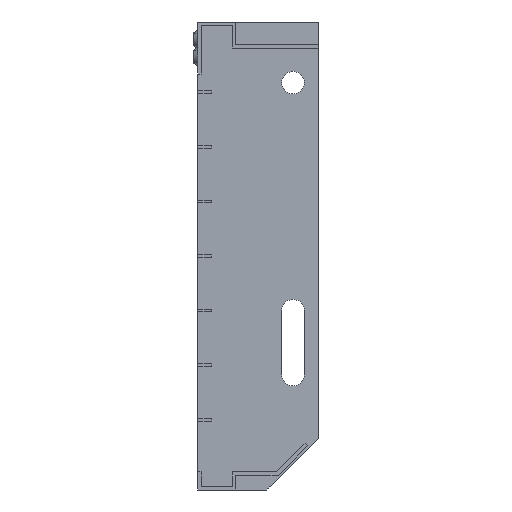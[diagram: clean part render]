
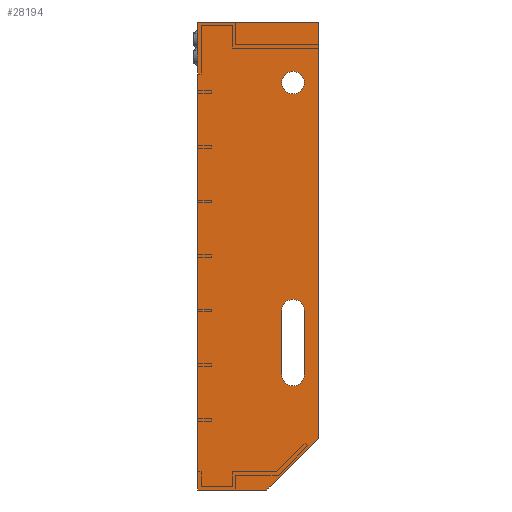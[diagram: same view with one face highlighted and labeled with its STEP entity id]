
A CAD part, left-side view. The second image highlights one B-rep face of the part: STEP entity #28194.
In plain terms, the highlighted planar face has unit normal (-1, 0, 0).
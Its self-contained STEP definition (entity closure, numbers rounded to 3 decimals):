
#166 = DIRECTION ( 'NONE',  ( 0., 0., -1. ) ) ;
#270 = EDGE_LOOP ( 'NONE', ( #16048, #29592, #21782, #4755, #16560 ) ) ;
#425 = CARTESIAN_POINT ( 'NONE',  ( -450., 0., 0. ) ) ;
#1423 = VERTEX_POINT ( 'NONE', #4720 ) ;
#1432 = DIRECTION ( 'NONE',  ( 0., 0., -1. ) ) ;
#1451 = ORIENTED_EDGE ( 'NONE', *, *, #8038, .T. ) ;
#1774 = CARTESIAN_POINT ( 'NONE',  ( -450., 70., -270. ) ) ;
#1842 = VECTOR ( 'NONE', #12136, 1000. ) ;
#1922 = EDGE_CURVE ( 'NONE', #6305, #30335, #18722, .T. ) ;
#2022 = EDGE_LOOP ( 'NONE', ( #30879, #22328, #15928, #16823, #23618 ) ) ;
#2341 = DIRECTION ( 'NONE',  ( 0., -1., 0. ) ) ;
#2725 = DIRECTION ( 'NONE',  ( 0., 0., -1. ) ) ;
#3243 = ORIENTED_EDGE ( 'NONE', *, *, #19881, .T. ) ;
#3352 = CARTESIAN_POINT ( 'NONE',  ( -450., 21.5, -203.5 ) ) ;
#3383 = LINE ( 'NONE', #19875, #1842 ) ;
#3760 = VERTEX_POINT ( 'NONE', #14606 ) ;
#4228 = VECTOR ( 'NONE', #2341, 1000. ) ;
#4445 = CIRCLE ( 'NONE', #8758, 6.5 ) ;
#4720 = CARTESIAN_POINT ( 'NONE',  ( -450., 30., -270. ) ) ;
#4755 = ORIENTED_EDGE ( 'NONE', *, *, #10989, .T. ) ;
#4779 = DIRECTION ( 'NONE',  ( 0., 1., 0. ) ) ;
#5043 = CARTESIAN_POINT ( 'NONE',  ( -450., 15., -28.5 ) ) ;
#5211 = CARTESIAN_POINT ( 'NONE',  ( -450., 70., 0. ) ) ;
#6109 = VERTEX_POINT ( 'NONE', #14086 ) ;
#6305 = VERTEX_POINT ( 'NONE', #1774 ) ;
#6347 = EDGE_CURVE ( 'NONE', #29039, #22172, #4445, .T. ) ;
#6412 = DIRECTION ( 'NONE',  ( 1., 0., 0. ) ) ;
#7172 = CIRCLE ( 'NONE', #30794, 6.5 ) ;
#8010 = CARTESIAN_POINT ( 'NONE',  ( -450., 8.5, -203.5 ) ) ;
#8038 = EDGE_CURVE ( 'NONE', #22141, #6109, #30877, .T. ) ;
#8758 = AXIS2_PLACEMENT_3D ( 'NONE', #14768, #17302, #2725 ) ;
#10056 = EDGE_CURVE ( 'NONE', #30335, #3760, #12596, .T. ) ;
#10370 = CARTESIAN_POINT ( 'NONE',  ( -450., 21.5, -166.5 ) ) ;
#10546 = VECTOR ( 'NONE', #22981, 1000. ) ;
#10989 = EDGE_CURVE ( 'NONE', #24160, #29039, #3383, .T. ) ;
#11112 = DIRECTION ( 'NONE',  ( 0., 0., -1. ) ) ;
#11165 = AXIS2_PLACEMENT_3D ( 'NONE', #30550, #6412, #11112 ) ;
#11815 = AXIS2_PLACEMENT_3D ( 'NONE', #23628, #28370, #25956 ) ;
#11882 = EDGE_LOOP ( 'NONE', ( #3243, #1451 ) ) ;
#12136 = DIRECTION ( 'NONE',  ( 0., 0., 1. ) ) ;
#12596 = LINE ( 'NONE', #425, #4228 ) ;
#12712 = EDGE_CURVE ( 'NONE', #30410, #1423, #30224, .T. ) ;
#12794 = EDGE_CURVE ( 'NONE', #22172, #26504, #19276, .T. ) ;
#13223 = CARTESIAN_POINT ( 'NONE',  ( -450., 15., -203.5 ) ) ;
#13251 = DIRECTION ( 'NONE',  ( 0., 0., -1. ) ) ;
#13716 = CARTESIAN_POINT ( 'NONE',  ( -450., 15., -203.5 ) ) ;
#13742 = EDGE_CURVE ( 'NONE', #24992, #24160, #17691, .T. ) ;
#13811 = EDGE_CURVE ( 'NONE', #1423, #6305, #26761, .T. ) ;
#14086 = CARTESIAN_POINT ( 'NONE',  ( -450., 15., -41.5 ) ) ;
#14606 = CARTESIAN_POINT ( 'NONE',  ( -450., 0., 0. ) ) ;
#14673 = CARTESIAN_POINT ( 'NONE',  ( -450., 15., -35. ) ) ;
#14768 = CARTESIAN_POINT ( 'NONE',  ( -450., 15., -166.5 ) ) ;
#14779 = DIRECTION ( 'NONE',  ( 0., 0., 1. ) ) ;
#14884 = CARTESIAN_POINT ( 'NONE',  ( -450., 70., 0. ) ) ;
#15399 = VECTOR ( 'NONE', #4779, 1000. ) ;
#15636 = FACE_BOUND ( 'NONE', #270, .T. ) ;
#15928 = ORIENTED_EDGE ( 'NONE', *, *, #1922, .F. ) ;
#16048 = ORIENTED_EDGE ( 'NONE', *, *, #12794, .T. ) ;
#16272 = CIRCLE ( 'NONE', #11165, 6.5 ) ;
#16560 = ORIENTED_EDGE ( 'NONE', *, *, #6347, .T. ) ;
#16823 = ORIENTED_EDGE ( 'NONE', *, *, #13811, .F. ) ;
#17302 = DIRECTION ( 'NONE',  ( 1., 0., 0. ) ) ;
#17519 = DIRECTION ( 'NONE',  ( 1., 0., 0. ) ) ;
#17691 = CIRCLE ( 'NONE', #18321, 6.5 ) ;
#18321 = AXIS2_PLACEMENT_3D ( 'NONE', #13716, #21229, #30619 ) ;
#18335 = CARTESIAN_POINT ( 'NONE',  ( -450., 8.5, -166.5 ) ) ;
#18722 = LINE ( 'NONE', #14884, #26695 ) ;
#19269 = AXIS2_PLACEMENT_3D ( 'NONE', #14673, #17519, #166 ) ;
#19275 = EDGE_CURVE ( 'NONE', #3760, #30410, #28034, .T. ) ;
#19276 = LINE ( 'NONE', #18335, #22277 ) ;
#19641 = EDGE_CURVE ( 'NONE', #26504, #24992, #7172, .T. ) ;
#19875 = CARTESIAN_POINT ( 'NONE',  ( -450., 21.5, -203.5 ) ) ;
#19881 = EDGE_CURVE ( 'NONE', #6109, #22141, #16272, .T. ) ;
#21086 = PLANE ( 'NONE',  #11815 ) ;
#21229 = DIRECTION ( 'NONE',  ( 1., 0., 0. ) ) ;
#21539 = CARTESIAN_POINT ( 'NONE',  ( -450., 70., -270. ) ) ;
#21628 = VECTOR ( 'NONE', #13251, 1000. ) ;
#21782 = ORIENTED_EDGE ( 'NONE', *, *, #13742, .T. ) ;
#22141 = VERTEX_POINT ( 'NONE', #5043 ) ;
#22172 = VERTEX_POINT ( 'NONE', #24134 ) ;
#22277 = VECTOR ( 'NONE', #1432, 1000. ) ;
#22328 = ORIENTED_EDGE ( 'NONE', *, *, #10056, .F. ) ;
#22981 = DIRECTION ( 'NONE',  ( 0., 0.707, -0.707 ) ) ;
#23618 = ORIENTED_EDGE ( 'NONE', *, *, #12712, .F. ) ;
#23628 = CARTESIAN_POINT ( 'NONE',  ( -450., 0., 0. ) ) ;
#24134 = CARTESIAN_POINT ( 'NONE',  ( -450., 8.5, -166.5 ) ) ;
#24160 = VERTEX_POINT ( 'NONE', #3352 ) ;
#24929 = CARTESIAN_POINT ( 'NONE',  ( -450., 0., -240. ) ) ;
#24992 = VERTEX_POINT ( 'NONE', #25876 ) ;
#25117 = CARTESIAN_POINT ( 'NONE',  ( -450., 30., -270. ) ) ;
#25293 = DIRECTION ( 'NONE',  ( 0., 0., -1. ) ) ;
#25876 = CARTESIAN_POINT ( 'NONE',  ( -450., 15., -210. ) ) ;
#25956 = DIRECTION ( 'NONE',  ( 0., 0., 1. ) ) ;
#26504 = VERTEX_POINT ( 'NONE', #8010 ) ;
#26695 = VECTOR ( 'NONE', #14779, 1000. ) ;
#26761 = LINE ( 'NONE', #21539, #15399 ) ;
#28034 = LINE ( 'NONE', #30471, #21628 ) ;
#28194 = ADVANCED_FACE ( 'NONE', ( #15636, #29657, #30015 ), #21086, .F. ) ;
#28370 = DIRECTION ( 'NONE',  ( 1., 0., 0. ) ) ;
#29039 = VERTEX_POINT ( 'NONE', #10370 ) ;
#29592 = ORIENTED_EDGE ( 'NONE', *, *, #19641, .T. ) ;
#29657 = FACE_BOUND ( 'NONE', #11882, .T. ) ;
#29720 = DIRECTION ( 'NONE',  ( 1., 0., 0. ) ) ;
#30015 = FACE_OUTER_BOUND ( 'NONE', #2022, .T. ) ;
#30224 = LINE ( 'NONE', #25117, #10546 ) ;
#30335 = VERTEX_POINT ( 'NONE', #5211 ) ;
#30410 = VERTEX_POINT ( 'NONE', #24929 ) ;
#30471 = CARTESIAN_POINT ( 'NONE',  ( -450., 0., -240. ) ) ;
#30550 = CARTESIAN_POINT ( 'NONE',  ( -450., 15., -35. ) ) ;
#30619 = DIRECTION ( 'NONE',  ( 0., 0., -1. ) ) ;
#30794 = AXIS2_PLACEMENT_3D ( 'NONE', #13223, #29720, #25293 ) ;
#30877 = CIRCLE ( 'NONE', #19269, 6.5 ) ;
#30879 = ORIENTED_EDGE ( 'NONE', *, *, #19275, .F. ) ;
